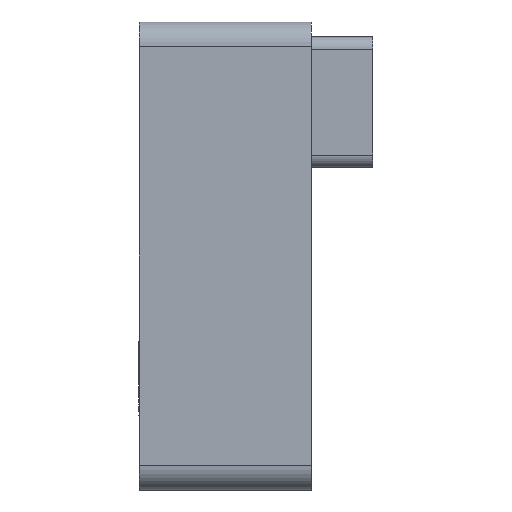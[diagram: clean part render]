
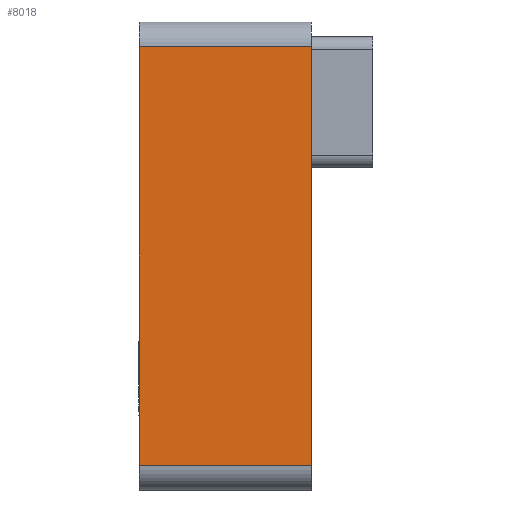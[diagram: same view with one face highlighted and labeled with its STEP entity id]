
A CAD part, front view. The second image highlights one B-rep face of the part: STEP entity #8018.
In plain terms, the highlighted planar face has unit normal (0, -1, 0).
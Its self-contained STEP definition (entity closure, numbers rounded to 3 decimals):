
#53 = LINE ( 'NONE', #6642, #17183 ) ;
#427 = CARTESIAN_POINT ( 'NONE',  ( 3.5, -15.5, 8.5 ) ) ;
#585 = ORIENTED_EDGE ( 'NONE', *, *, #5212, .F. ) ;
#1146 = VECTOR ( 'NONE', #16047, 1000. ) ;
#2035 = EDGE_LOOP ( 'NONE', ( #7599, #6334, #585, #2758 ) ) ;
#2758 = ORIENTED_EDGE ( 'NONE', *, *, #3461, .T. ) ;
#3461 = EDGE_CURVE ( 'NONE', #11737, #6553, #18718, .T. ) ;
#4869 = CARTESIAN_POINT ( 'NONE',  ( -3.5, -15.5, -8.5 ) ) ;
#5212 = EDGE_CURVE ( 'NONE', #11737, #8591, #9219, .T. ) ;
#6277 = DIRECTION ( 'NONE',  ( 0., 0., -1. ) ) ;
#6334 = ORIENTED_EDGE ( 'NONE', *, *, #12927, .F. ) ;
#6553 = VERTEX_POINT ( 'NONE', #7390 ) ;
#6642 = CARTESIAN_POINT ( 'NONE',  ( 3.5, -15.5, -8.5 ) ) ;
#6880 = DIRECTION ( 'NONE',  ( 0., 0., 1. ) ) ;
#7390 = CARTESIAN_POINT ( 'NONE',  ( -3.5, -15.5, 8.5 ) ) ;
#7564 = FACE_OUTER_BOUND ( 'NONE', #2035, .T. ) ;
#7572 = DIRECTION ( 'NONE',  ( 0., 0., -1. ) ) ;
#7599 = ORIENTED_EDGE ( 'NONE', *, *, #8277, .T. ) ;
#8018 = ADVANCED_FACE ( 'NONE', ( #7564 ), #12605, .F. ) ;
#8277 = EDGE_CURVE ( 'NONE', #6553, #13256, #17493, .T. ) ;
#8591 = VERTEX_POINT ( 'NONE', #15152 ) ;
#8628 = CARTESIAN_POINT ( 'NONE',  ( 3.5, -15.5, 8.5 ) ) ;
#9169 = CARTESIAN_POINT ( 'NONE',  ( -3.5, -15.5, 8.5 ) ) ;
#9219 = LINE ( 'NONE', #17701, #19180 ) ;
#11045 = VECTOR ( 'NONE', #6277, 1000. ) ;
#11737 = VERTEX_POINT ( 'NONE', #427 ) ;
#11740 = AXIS2_PLACEMENT_3D ( 'NONE', #14167, #15707, #6880 ) ;
#12605 = PLANE ( 'NONE',  #11740 ) ;
#12927 = EDGE_CURVE ( 'NONE', #8591, #13256, #53, .T. ) ;
#13256 = VERTEX_POINT ( 'NONE', #4869 ) ;
#14167 = CARTESIAN_POINT ( 'NONE',  ( 3.5, -15.5, 8.5 ) ) ;
#15152 = CARTESIAN_POINT ( 'NONE',  ( 3.5, -15.5, -8.5 ) ) ;
#15707 = DIRECTION ( 'NONE',  ( 0., 1., 0. ) ) ;
#16047 = DIRECTION ( 'NONE',  ( -1., 0., 0. ) ) ;
#17183 = VECTOR ( 'NONE', #18109, 1000. ) ;
#17493 = LINE ( 'NONE', #9169, #11045 ) ;
#17701 = CARTESIAN_POINT ( 'NONE',  ( 3.5, -15.5, 8.5 ) ) ;
#18109 = DIRECTION ( 'NONE',  ( -1., 0., 0. ) ) ;
#18718 = LINE ( 'NONE', #8628, #1146 ) ;
#19180 = VECTOR ( 'NONE', #7572, 1000. ) ;
